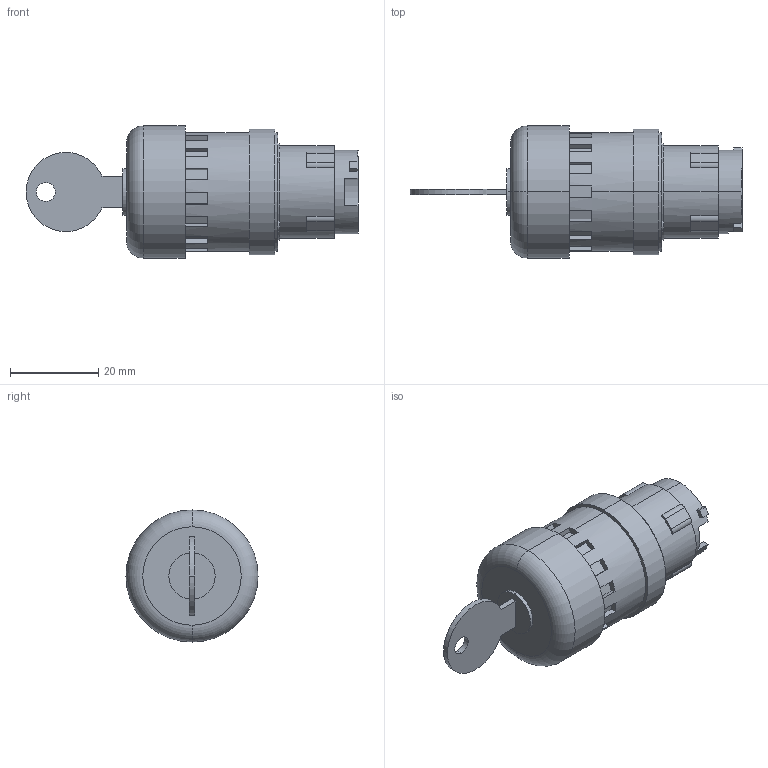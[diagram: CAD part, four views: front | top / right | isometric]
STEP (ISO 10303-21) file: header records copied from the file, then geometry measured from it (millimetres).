
FILE_DESCRIPTION(('starvars output'),'2;1');
FILE_NAME('ZB4BS934_3D.stp','12:04:52 2020/03/31',( 'Thomas Industrial Network Germany GmbH'),( 'Thomas Industrial Network Germany GmbH'),'unknown preprocess','ACIS' ,'unknown authorization');
FILE_SCHEMA(('AUTOMOTIVE_DESIGN_CC2 {UNKNOWN IMPLEMENTATION LEVEL}'));
Length unit declared in the file: millimetre
Products named in the file (1): PRODUCT_ID_6
Bounding box: 75.39 x 30 x 30 mm (x, y, z)
Volume: 26815.4 mm3; surface area: 6807.1 mm2
Topology: 1 solids, 1 shells, 133 faces, 367 edges, 244 vertices
Faces by surface type: plane 93, cylinder 38, torus 2
Entity records: 5041 total; most frequent: ORIENTED_EDGE 734, CARTESIAN_POINT 667, DIRECTION 609, EDGE_CURVE 367, VERTEX_POINT 244, VECTOR 237, LINE 237, AXIS2_PLACEMENT_3D 186
